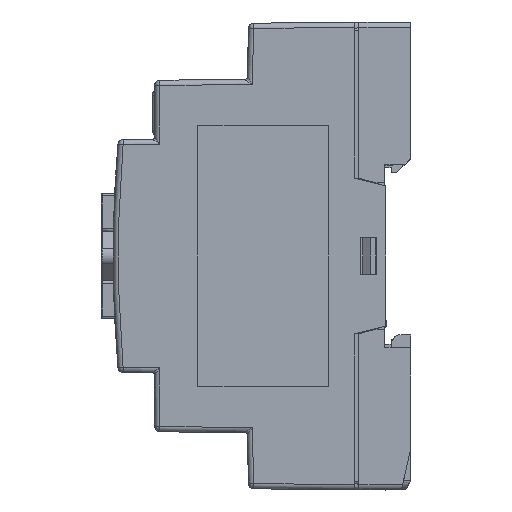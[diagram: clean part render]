
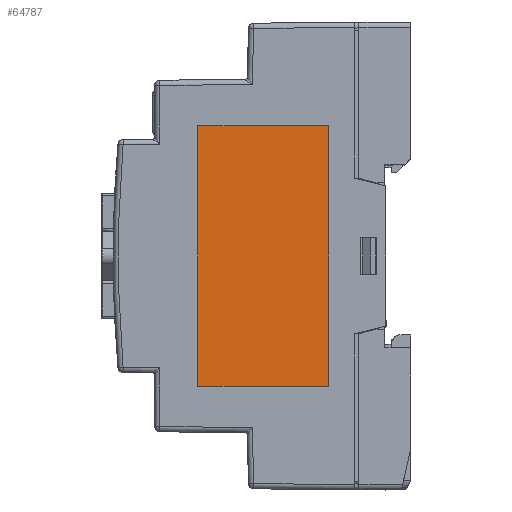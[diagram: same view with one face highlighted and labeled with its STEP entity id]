
A CAD part, left-side view. The second image highlights one B-rep face of the part: STEP entity #64787.
In plain terms, the highlighted planar face has unit normal (-1, 0, 0).
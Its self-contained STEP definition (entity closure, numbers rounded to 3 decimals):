
#9383 = FACE_OUTER_BOUND ( 'NONE', #28022, .T. ) ;
#10951 = AXIS2_PLACEMENT_3D ( 'NONE', #12722, #12723, #12724 ) ;
#12721 = PLANE ( 'NONE',  #10951 ) ;
#12722 = CARTESIAN_POINT ( 'NONE',  ( -21.8, 5., -10.1 ) ) ;
#12723 = DIRECTION ( 'NONE',  ( -1., 0., 0. ) ) ;
#12724 = DIRECTION ( 'NONE',  ( 0., 0., 1. ) ) ;
#28022 = EDGE_LOOP ( 'NONE', ( #52108, #52109, #52110, #52106 ) ) ;
#36961 = VERTEX_POINT ( 'NONE', #98437 ) ;
#36962 = VERTEX_POINT ( 'NONE', #98438 ) ;
#36963 = VERTEX_POINT ( 'NONE', #98439 ) ;
#36964 = VERTEX_POINT ( 'NONE', #98440 ) ;
#50883 = EDGE_CURVE ( 'NONE', #36962, #36961, #100210, .T. ) ;
#50885 = EDGE_CURVE ( 'NONE', #36963, #36962, #100212, .T. ) ;
#50887 = EDGE_CURVE ( 'NONE', #36964, #36963, #100214, .T. ) ;
#50889 = EDGE_CURVE ( 'NONE', #36961, #36964, #100216, .T. ) ;
#52106 = ORIENTED_EDGE ( 'NONE', *, *, #50885, .T. ) ;
#52108 = ORIENTED_EDGE ( 'NONE', *, *, #50883, .T. ) ;
#52109 = ORIENTED_EDGE ( 'NONE', *, *, #50889, .T. ) ;
#52110 = ORIENTED_EDGE ( 'NONE', *, *, #50887, .T. ) ;
#64787 = ADVANCED_FACE ( 'NONE', ( #9383 ), #12721, .T. ) ;
#98437 = CARTESIAN_POINT ( 'NONE',  ( -21.8, 5., -10.1 ) ) ;
#98438 = CARTESIAN_POINT ( 'NONE',  ( -21.8, 30.2, -10.1 ) ) ;
#98439 = CARTESIAN_POINT ( 'NONE',  ( -21.8, 30.2, 40.1 ) ) ;
#98440 = CARTESIAN_POINT ( 'NONE',  ( -21.8, 5., 40.1 ) ) ;
#100210 = LINE ( 'NONE', #102761, #101192 ) ;
#100212 = LINE ( 'NONE', #102765, #101194 ) ;
#100214 = LINE ( 'NONE', #102769, #101196 ) ;
#100216 = LINE ( 'NONE', #102773, #101198 ) ;
#101192 = VECTOR ( 'NONE', #102762, 1000. ) ;
#101194 = VECTOR ( 'NONE', #102766, 1000. ) ;
#101196 = VECTOR ( 'NONE', #102770, 1000. ) ;
#101198 = VECTOR ( 'NONE', #102774, 1000. ) ;
#102761 = CARTESIAN_POINT ( 'NONE',  ( -21.8, 30.2, -10.1 ) ) ;
#102762 = DIRECTION ( 'NONE',  ( 0., -1., 0. ) ) ;
#102765 = CARTESIAN_POINT ( 'NONE',  ( -21.8, 30.2, -10.1 ) ) ;
#102766 = DIRECTION ( 'NONE',  ( 0., 0., -1. ) ) ;
#102769 = CARTESIAN_POINT ( 'NONE',  ( -21.8, 30.2, 40.1 ) ) ;
#102770 = DIRECTION ( 'NONE',  ( 0., 1., 0. ) ) ;
#102773 = CARTESIAN_POINT ( 'NONE',  ( -21.8, 5., -10.1 ) ) ;
#102774 = DIRECTION ( 'NONE',  ( 0., 0., 1. ) ) ;
